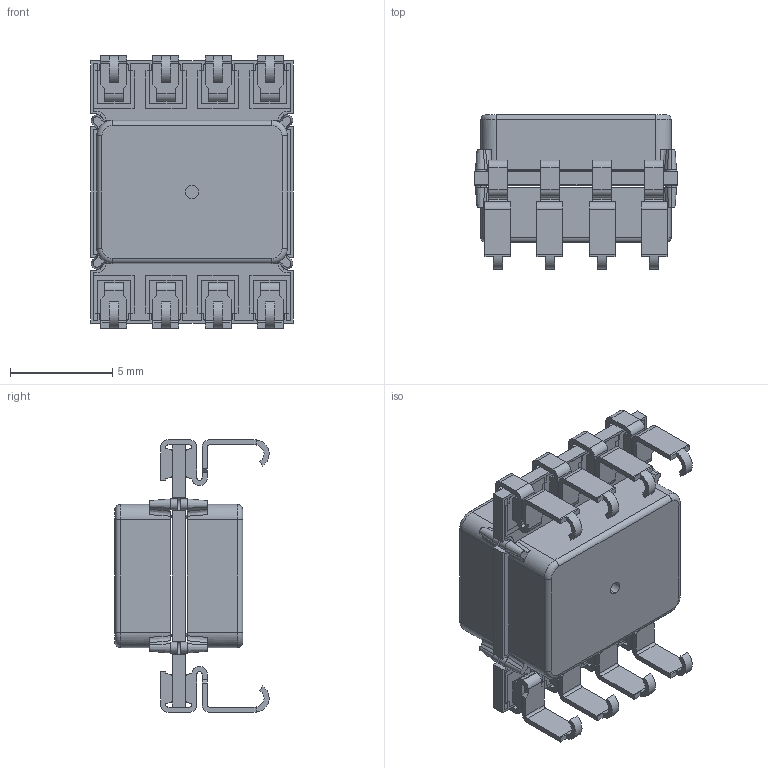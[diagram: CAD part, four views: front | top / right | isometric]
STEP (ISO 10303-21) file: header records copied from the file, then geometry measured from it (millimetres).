
FILE_DESCRIPTION (( 'STEP AP203' ), '1' );
FILE_NAME ('HNNJ.STEP', '2020-01-31T18:29:02', ( '' ), ( '' ), 'SwSTEP 2.0', 'SolidWorks 2010', '' );
FILE_SCHEMA (( 'CONFIG_CONTROL_DESIGN' ));
Length unit declared in the file: inch
Products named in the file (4): HNNJ; ceramic-DIP; AS01-01-044 Rev A; AS01-06-010 SMT-J for ELV
Assembly tree (11 placements, depth 2):
  HNNJ
    AS01-06-010 SMT-J for ELV  x8
    ceramic-DIP
    AS01-01-044 Rev A  x2
Bounding box: 9.9 x 7.53 x 13.3 mm (x, y, z)
Volume: 318.5 mm3; surface area: 1431.1 mm2
Topology: 14 solids, 15 shells, 910 faces, 2488 edges, 1636 vertices
Faces by surface type: plane 594, cylinder 240, torus 32, cone 28, bspline 16
Entity records: 15591 total; most frequent: CARTESIAN_POINT 2905, ORIENTED_EDGE 2542, DIRECTION 2465, EDGE_CURVE 1271, VECTOR 969, LINE 969, VERTEX_POINT 836, AXIS2_PLACEMENT_3D 748
